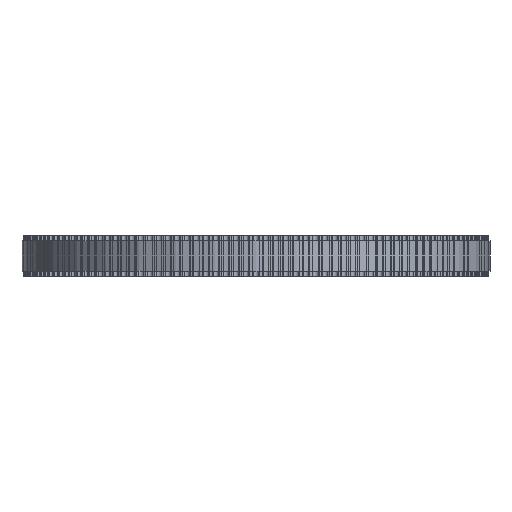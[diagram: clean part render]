
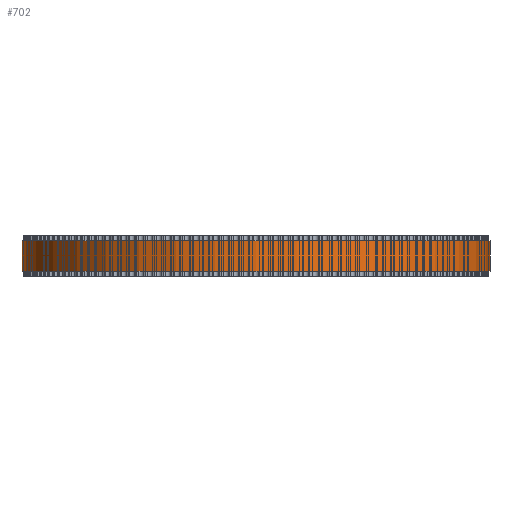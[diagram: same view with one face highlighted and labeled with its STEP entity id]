
A CAD part, front view. The second image highlights one B-rep face of the part: STEP entity #702.
In plain terms, the highlighted cylindrical face has radius 46.155 mm (diameter 92.31 mm), a full revolution.
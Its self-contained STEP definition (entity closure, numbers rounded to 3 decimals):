
#97=FACE_BOUND('',#2448,.T.);
#98=FACE_BOUND('',#2449,.T.);
#702=ADVANCED_FACE('',(#97,#98),#1283,.T.);
#1283=CYLINDRICAL_SURFACE('',#12903,46.155);
#2448=EDGE_LOOP('',(#7090));
#2449=EDGE_LOOP('',(#7091));
#7090=ORIENTED_EDGE('',*,*,#9994,.T.);
#7091=ORIENTED_EDGE('',*,*,#9995,.T.);
#8252=VERTEX_POINT('',#20460);
#8253=VERTEX_POINT('',#20462);
#9994=EDGE_CURVE('',#8252,#8252,#11156,.T.);
#9995=EDGE_CURVE('',#8253,#8253,#11157,.T.);
#11156=CIRCLE('',#12901,46.155);
#11157=CIRCLE('',#12902,46.155);
#12901=AXIS2_PLACEMENT_3D('',#20459,#16970,#16971);
#12902=AXIS2_PLACEMENT_3D('',#20461,#16972,#16973);
#12903=AXIS2_PLACEMENT_3D('',#20463,#16974,#16975);
#16970=DIRECTION('',(0.,0.,1.));
#16971=DIRECTION('',(1.,0.,0.));
#16972=DIRECTION('',(0.,0.,-1.));
#16973=DIRECTION('',(1.,0.,0.));
#16974=DIRECTION('',(0.,0.,1.));
#16975=DIRECTION('',(1.,0.,0.));
#20459=CARTESIAN_POINT('',(0.,0.,1.));
#20460=CARTESIAN_POINT('',(46.155,0.,1.));
#20461=CARTESIAN_POINT('',(0.,0.,7.));
#20462=CARTESIAN_POINT('',(46.155,0.,7.));
#20463=CARTESIAN_POINT('',(0.,0.,1.));
